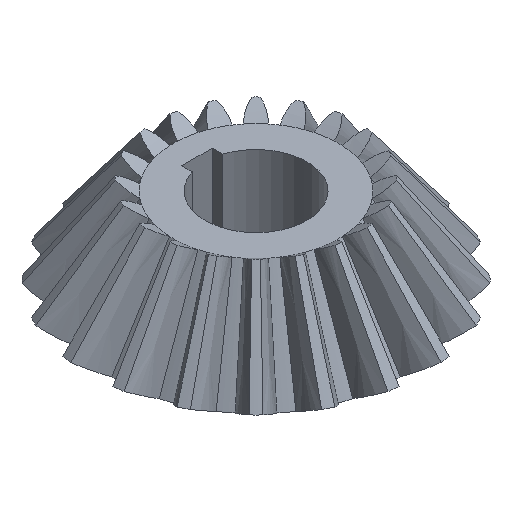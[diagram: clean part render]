
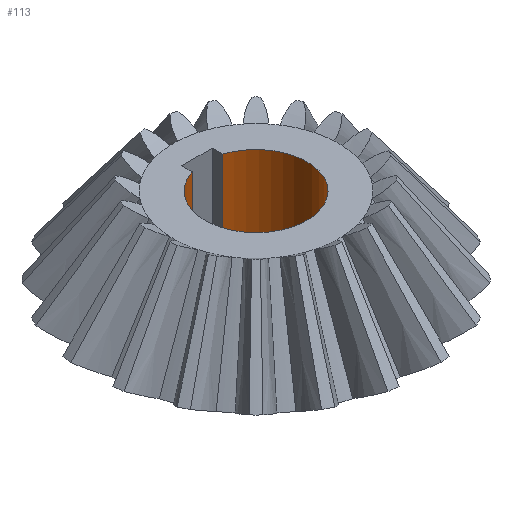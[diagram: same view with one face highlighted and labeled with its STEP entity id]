
A CAD part, isometric view. The second image highlights one B-rep face of the part: STEP entity #113.
In plain terms, the highlighted cylindrical face has radius 10 mm (diameter 20 mm), a partial arc.
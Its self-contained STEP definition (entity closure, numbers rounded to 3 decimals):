
#72=CARTESIAN_POINT('',(0.,0.,-28.227));
#73=DIRECTION('',(0.3,0.954,0.));
#74=DIRECTION('',(0.,0.,-1.));
#75=AXIS2_PLACEMENT_3D('',#72,#74,#73);
#76=CYLINDRICAL_SURFACE('',#75,10.);
#77=CARTESIAN_POINT('',(3.,9.539,-46.997));
#78=VERTEX_POINT('',#77);
#79=CARTESIAN_POINT('',(-3.,9.539,-46.997));
#80=VERTEX_POINT('',#79);
#81=CARTESIAN_POINT('',(0.,0.,-46.997));
#82=DIRECTION('',(0.3,0.954,0.));
#83=DIRECTION('',(0.,0.,-1.));
#84=AXIS2_PLACEMENT_3D('',#81,#83,#82);
#85=CIRCLE('',#84,10.);
#86=EDGE_CURVE('',#78,#80,#85,.T.);
#87=ORIENTED_EDGE('E1',*,*,#86,.F.);
#88=CARTESIAN_POINT('',(3.,9.539,-28.227));
#89=VERTEX_POINT('',#88);
#90=CARTESIAN_POINT('',(3.,9.539,-28.227));
#91=DIRECTION('',(0.,0.,-1.));
#92=VECTOR('',#91,18.77);
#93=LINE('',#90,#92);
#94=EDGE_CURVE('',#89,#78,#93,.T.);
#95=ORIENTED_EDGE('E2',*,*,#94,.F.);
#96=CARTESIAN_POINT('',(-3.,9.539,-28.227));
#97=VERTEX_POINT('',#96);
#98=CARTESIAN_POINT('',(0.,0.,-28.227));
#99=DIRECTION('',(-0.3,0.954,0.));
#100=DIRECTION('',(0.,0.,1.));
#101=AXIS2_PLACEMENT_3D('',#98,#100,#99);
#102=CIRCLE('',#101,10.);
#103=EDGE_CURVE('',#97,#89,#102,.T.);
#104=ORIENTED_EDGE('E3',*,*,#103,.F.);
#105=CARTESIAN_POINT('',(-3.,9.539,-46.997));
#106=DIRECTION('',(0.,0.,1.));
#107=VECTOR('',#106,18.77);
#108=LINE('',#105,#107);
#109=EDGE_CURVE('',#80,#97,#108,.T.);
#110=ORIENTED_EDGE('E4',*,*,#109,.F.);
#111=EDGE_LOOP('',(#87,#95,#104,#110));
#112=FACE_OUTER_BOUND('',#111,.F.);
#113=ADVANCED_FACE('F1',(#112),#76,.F.);
